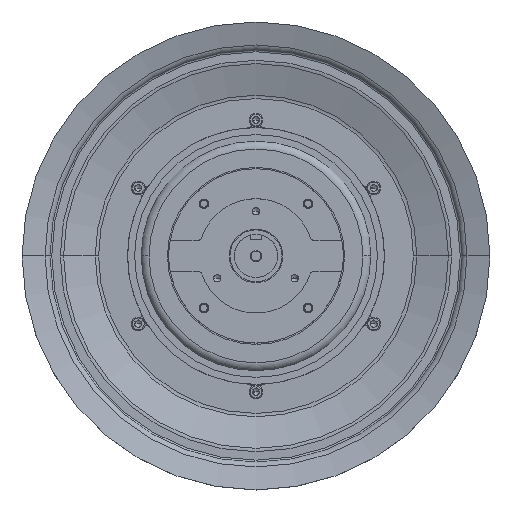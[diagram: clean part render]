
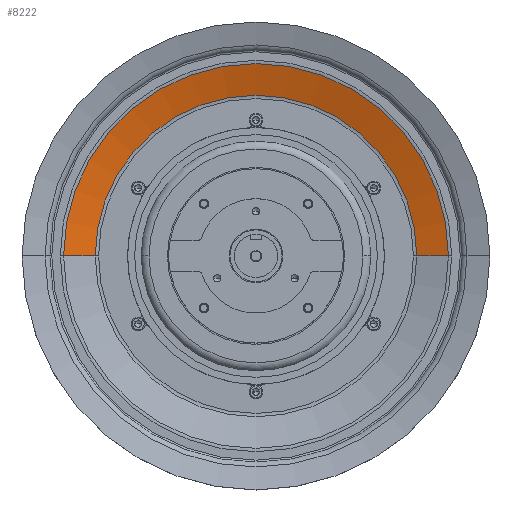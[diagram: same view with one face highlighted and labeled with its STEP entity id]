
A CAD part, top view. The second image highlights one B-rep face of the part: STEP entity #8222.
In plain terms, the highlighted conical face has half-angle 72.474 degrees and reference radius 133.144 mm.
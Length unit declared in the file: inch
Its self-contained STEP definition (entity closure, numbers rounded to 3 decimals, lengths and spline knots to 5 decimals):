
#125 = LINE ( 'NONE', #9467, #9832 ) ;
#326 = VERTEX_POINT ( 'NONE', #15475 ) ;
#962 = DIRECTION ( 'NONE',  ( 1., 0., 0. ) ) ;
#1629 = VERTEX_POINT ( 'NONE', #7966 ) ;
#1672 = VECTOR ( 'NONE', #1693, 39.37008 ) ;
#1693 = DIRECTION ( 'NONE',  ( -0.954, 0., 0.301 ) ) ;
#1806 = AXIS2_PLACEMENT_3D ( 'NONE', #12184, #9805, #962 ) ;
#1872 = DIRECTION ( 'NONE',  ( 0.954, 0., 0.301 ) ) ;
#2172 = ORIENTED_EDGE ( 'NONE', *, *, #8093, .F. ) ;
#3033 = CONICAL_SURFACE ( 'NONE', #1806, 5.24188, 1.265 ) ;
#3897 = EDGE_CURVE ( 'NONE', #6645, #326, #125, .T. ) ;
#4106 = ORIENTED_EDGE ( 'NONE', *, *, #13633, .T. ) ;
#5756 = DIRECTION ( 'NONE',  ( 0., 0., -1. ) ) ;
#5760 = VERTEX_POINT ( 'NONE', #7661 ) ;
#5811 = CIRCLE ( 'NONE', #10618, 5.24188 ) ;
#5854 = CIRCLE ( 'NONE', #10508, 4.38007 ) ;
#6645 = VERTEX_POINT ( 'NONE', #13434 ) ;
#6935 = DIRECTION ( 'NONE',  ( 0., 0., -1. ) ) ;
#6967 = ORIENTED_EDGE ( 'NONE', *, *, #3897, .T. ) ;
#7661 = CARTESIAN_POINT ( 'NONE',  ( -9.82992, -3.98704, -0.72598 ) ) ;
#7966 = CARTESIAN_POINT ( 'NONE',  ( -10.69172, -3.98704, -0.45383 ) ) ;
#8093 = EDGE_CURVE ( 'NONE', #1629, #326, #5811, .T. ) ;
#8094 = CARTESIAN_POINT ( 'NONE',  ( -10.69172, -3.98704, -0.45383 ) ) ;
#8222 = ADVANCED_FACE ( 'NONE', ( #10161 ), #3033, .F. ) ;
#9467 = CARTESIAN_POINT ( 'NONE',  ( -0.20797, -3.98704, -0.45383 ) ) ;
#9805 = DIRECTION ( 'NONE',  ( 0., 0., 1. ) ) ;
#9832 = VECTOR ( 'NONE', #1872, 39.37008 ) ;
#10161 = FACE_OUTER_BOUND ( 'NONE', #13326, .T. ) ;
#10508 = AXIS2_PLACEMENT_3D ( 'NONE', #14494, #6935, #15778 ) ;
#10618 = AXIS2_PLACEMENT_3D ( 'NONE', #13366, #5756, #14625 ) ;
#11156 = ORIENTED_EDGE ( 'NONE', *, *, #14148, .F. ) ;
#12184 = CARTESIAN_POINT ( 'NONE',  ( -5.44985, -3.98704, -0.45383 ) ) ;
#13326 = EDGE_LOOP ( 'NONE', ( #11156, #4106, #6967, #2172 ) ) ;
#13366 = CARTESIAN_POINT ( 'NONE',  ( -5.44985, -3.98704, -0.45383 ) ) ;
#13434 = CARTESIAN_POINT ( 'NONE',  ( -1.06978, -3.98704, -0.72598 ) ) ;
#13633 = EDGE_CURVE ( 'NONE', #5760, #6645, #5854, .T. ) ;
#14148 = EDGE_CURVE ( 'NONE', #5760, #1629, #15141, .T. ) ;
#14494 = CARTESIAN_POINT ( 'NONE',  ( -5.44985, -3.98704, -0.72598 ) ) ;
#14625 = DIRECTION ( 'NONE',  ( -1., 0., 0. ) ) ;
#15141 = LINE ( 'NONE', #8094, #1672 ) ;
#15475 = CARTESIAN_POINT ( 'NONE',  ( -0.20797, -3.98704, -0.45383 ) ) ;
#15778 = DIRECTION ( 'NONE',  ( -1., 0., 0. ) ) ;
